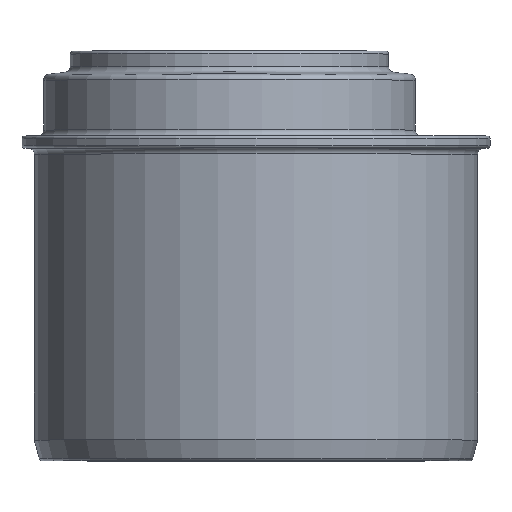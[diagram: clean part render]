
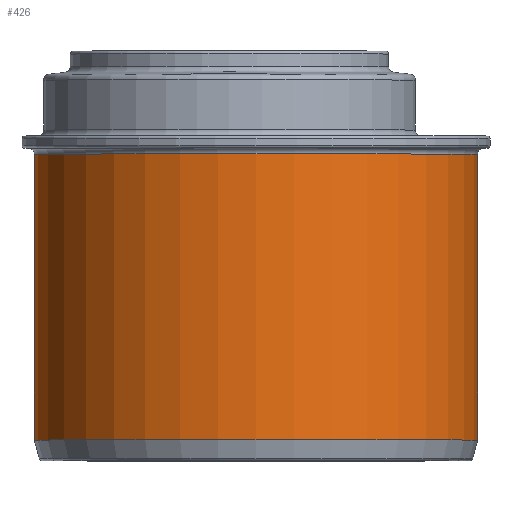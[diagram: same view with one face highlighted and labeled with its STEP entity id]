
A CAD part, top view. The second image highlights one B-rep face of the part: STEP entity #426.
In plain terms, the highlighted cylindrical face has radius 37.6 mm (diameter 75.2 mm), a full revolution.
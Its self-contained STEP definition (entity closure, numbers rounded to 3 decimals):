
#17=CYLINDRICAL_SURFACE('',#481,37.6);
#51=FACE_BOUND('',#143,.T.);
#91=FACE_OUTER_BOUND('',#142,.T.);
#142=EDGE_LOOP('',(#342));
#143=EDGE_LOOP('',(#343));
#202=CIRCLE('',#461,37.6);
#212=CIRCLE('',#480,37.6);
#242=VERTEX_POINT('',#706);
#252=VERTEX_POINT('',#735);
#282=EDGE_CURVE('',#242,#242,#202,.T.);
#292=EDGE_CURVE('',#252,#252,#212,.T.);
#342=ORIENTED_EDGE('',*,*,#282,.F.);
#343=ORIENTED_EDGE('',*,*,#292,.F.);
#426=ADVANCED_FACE('',(#91,#51),#17,.T.);
#461=AXIS2_PLACEMENT_3D('',#707,#547,#548);
#480=AXIS2_PLACEMENT_3D('',#736,#585,#586);
#481=AXIS2_PLACEMENT_3D('',#737,#587,#588);
#547=DIRECTION('center_axis',(0.,-1.,0.));
#548=DIRECTION('ref_axis',(1.,0.,0.));
#585=DIRECTION('center_axis',(0.,1.,0.));
#586=DIRECTION('ref_axis',(-1.,0.,0.));
#587=DIRECTION('center_axis',(0.,-1.,0.));
#588=DIRECTION('ref_axis',(1.,0.,0.));
#706=CARTESIAN_POINT('',(42.1,-17.263,0.));
#707=CARTESIAN_POINT('Origin',(4.5,-17.263,0.));
#735=CARTESIAN_POINT('',(42.1,31.237,0.));
#736=CARTESIAN_POINT('Origin',(4.5,31.237,0.));
#737=CARTESIAN_POINT('Origin',(4.5,7.487,0.));
